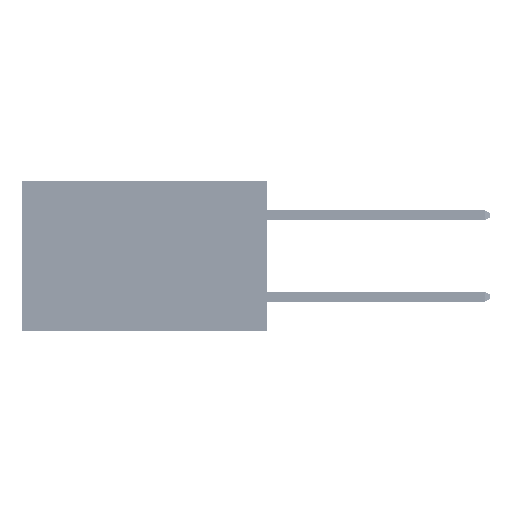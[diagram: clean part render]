
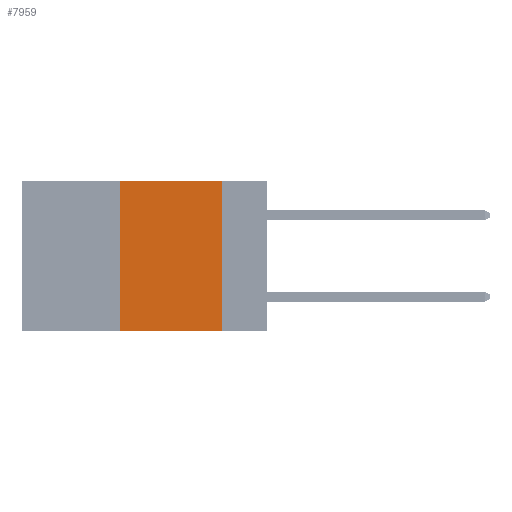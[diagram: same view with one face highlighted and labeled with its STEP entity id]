
A CAD part, left-side view. The second image highlights one B-rep face of the part: STEP entity #7959.
In plain terms, the highlighted planar face has unit normal (-1, 0, 0).
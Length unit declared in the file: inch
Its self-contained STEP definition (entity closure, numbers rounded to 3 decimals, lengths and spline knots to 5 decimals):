
#4849 = VECTOR ( 'NONE', #45703, 39.37008 ) ;
#5110 = DIRECTION ( 'NONE',  ( 0., 0., -1. ) ) ;
#6170 = EDGE_LOOP ( 'NONE', ( #21313, #48675, #33949, #19435 ) ) ;
#7499 = DIRECTION ( 'NONE',  ( 0., -1., 0. ) ) ;
#7959 = ADVANCED_FACE ( 'NONE', ( #14040 ), #15540, .F. ) ;
#10588 = CARTESIAN_POINT ( 'NONE',  ( 0., 0.11, -0.37 ) ) ;
#14040 = FACE_OUTER_BOUND ( 'NONE', #6170, .T. ) ;
#15540 = PLANE ( 'NONE',  #44217 ) ;
#16098 = CARTESIAN_POINT ( 'NONE',  ( 0., 0.36, 0. ) ) ;
#19435 = ORIENTED_EDGE ( 'NONE', *, *, #25407, .T. ) ;
#19827 = DIRECTION ( 'NONE',  ( 0., 0., -1. ) ) ;
#20238 = DIRECTION ( 'NONE',  ( 0., 0., 1. ) ) ;
#20313 = VECTOR ( 'NONE', #20238, 39.37008 ) ;
#21071 = CARTESIAN_POINT ( 'NONE',  ( 0., 0.6, -0.37 ) ) ;
#21313 = ORIENTED_EDGE ( 'NONE', *, *, #35870, .F. ) ;
#23854 = VECTOR ( 'NONE', #7499, 39.37008 ) ;
#25407 = EDGE_CURVE ( 'NONE', #27431, #47433, #48515, .T. ) ;
#26532 = CARTESIAN_POINT ( 'NONE',  ( 0., 0.11, 0. ) ) ;
#27431 = VERTEX_POINT ( 'NONE', #35077 ) ;
#28085 = VERTEX_POINT ( 'NONE', #26532 ) ;
#29699 = CARTESIAN_POINT ( 'NONE',  ( 0., 0.11, 0. ) ) ;
#31637 = VERTEX_POINT ( 'NONE', #45309 ) ;
#32103 = CARTESIAN_POINT ( 'NONE',  ( 0., 0.6, 0. ) ) ;
#33535 = LINE ( 'NONE', #32103, #23854 ) ;
#33949 = ORIENTED_EDGE ( 'NONE', *, *, #43701, .F. ) ;
#35077 = CARTESIAN_POINT ( 'NONE',  ( 0., 0.36, -0.37 ) ) ;
#35870 = EDGE_CURVE ( 'NONE', #28085, #47433, #51346, .T. ) ;
#40324 = CARTESIAN_POINT ( 'NONE',  ( 0., 0.6, 0. ) ) ;
#40393 = VECTOR ( 'NONE', #5110, 39.37008 ) ;
#43460 = LINE ( 'NONE', #16098, #20313 ) ;
#43701 = EDGE_CURVE ( 'NONE', #27431, #31637, #43460, .T. ) ;
#44217 = AXIS2_PLACEMENT_3D ( 'NONE', #40324, #44461, #19827 ) ;
#44461 = DIRECTION ( 'NONE',  ( 1., 0., 0. ) ) ;
#45309 = CARTESIAN_POINT ( 'NONE',  ( 0., 0.36, 0. ) ) ;
#45703 = DIRECTION ( 'NONE',  ( 0., -1., 0. ) ) ;
#47433 = VERTEX_POINT ( 'NONE', #10588 ) ;
#48515 = LINE ( 'NONE', #21071, #4849 ) ;
#48675 = ORIENTED_EDGE ( 'NONE', *, *, #52191, .F. ) ;
#51346 = LINE ( 'NONE', #29699, #40393 ) ;
#52191 = EDGE_CURVE ( 'NONE', #31637, #28085, #33535, .T. ) ;
